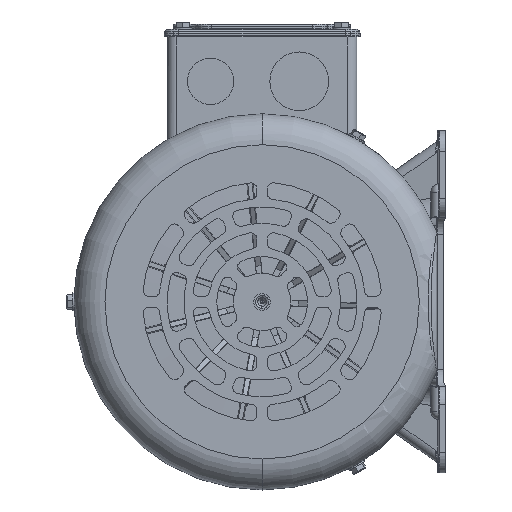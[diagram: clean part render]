
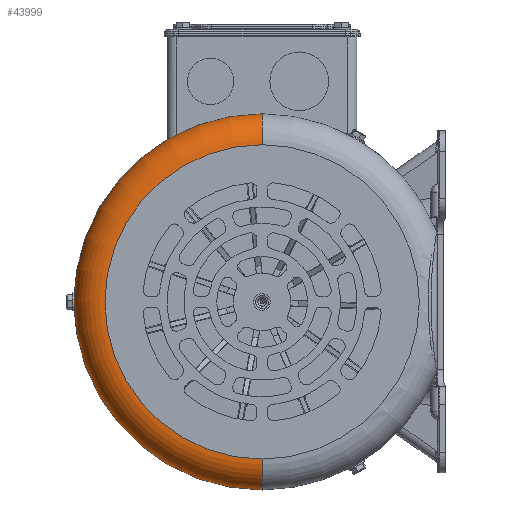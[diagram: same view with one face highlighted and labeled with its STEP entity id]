
A CAD part, left-side view. The second image highlights one B-rep face of the part: STEP entity #43999.
In plain terms, the highlighted toroidal (fillet/blend) face has major radius 76.25 mm and minor radius 15 mm.
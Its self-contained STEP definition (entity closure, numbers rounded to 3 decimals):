
#2152 = EDGE_LOOP ( 'NONE', ( #96940, #16460, #86899, #71239 ) ) ;
#2444 = AXIS2_PLACEMENT_3D ( 'NONE', #63191, #51706, #40307 ) ;
#16063 = VERTEX_POINT ( 'NONE', #65966 ) ;
#16460 = ORIENTED_EDGE ( 'NONE', *, *, #106146, .T. ) ;
#22327 = EDGE_CURVE ( 'NONE', #74920, #16063, #41445, .T. ) ;
#23788 = AXIS2_PLACEMENT_3D ( 'NONE', #50005, #38588, #27096 ) ;
#27096 = DIRECTION ( 'NONE',  ( 1., 0., 0. ) ) ;
#29261 = CIRCLE ( 'NONE', #29645, 76.25 ) ;
#29645 = AXIS2_PLACEMENT_3D ( 'NONE', #109632, #98183, #86706 ) ;
#37186 = FACE_OUTER_BOUND ( 'NONE', #2152, .T. ) ;
#38588 = DIRECTION ( 'NONE',  ( 0., -1., 0. ) ) ;
#40307 = DIRECTION ( 'NONE',  ( 0., 0., 1. ) ) ;
#41445 = CIRCLE ( 'NONE', #23788, 15. ) ;
#43999 = ADVANCED_FACE ( 'NONE', ( #37186 ), #104944, .T. ) ;
#49506 = DIRECTION ( 'NONE',  ( 0., 0., 1. ) ) ;
#50005 = CARTESIAN_POINT ( 'NONE',  ( -118.5, 0., 76.25 ) ) ;
#51593 = AXIS2_PLACEMENT_3D ( 'NONE', #106902, #60959, #49506 ) ;
#51706 = DIRECTION ( 'NONE',  ( 0., 1., 0. ) ) ;
#57883 = CARTESIAN_POINT ( 'NONE',  ( -118.5, 0., -91.25 ) ) ;
#60959 = DIRECTION ( 'NONE',  ( -1., 0., 0. ) ) ;
#63191 = CARTESIAN_POINT ( 'NONE',  ( -118.5, 0., -76.25 ) ) ;
#63264 = DIRECTION ( 'NONE',  ( 0., 0., 1. ) ) ;
#65966 = CARTESIAN_POINT ( 'NONE',  ( -133.5, 0., 76.25 ) ) ;
#68799 = VERTEX_POINT ( 'NONE', #57883 ) ;
#70685 = CIRCLE ( 'NONE', #81160, 91.25 ) ;
#71239 = ORIENTED_EDGE ( 'NONE', *, *, #22327, .F. ) ;
#74736 = DIRECTION ( 'NONE',  ( -1., 0., 0. ) ) ;
#74920 = VERTEX_POINT ( 'NONE', #103871 ) ;
#77451 = CARTESIAN_POINT ( 'NONE',  ( -133.5, 0., -76.25 ) ) ;
#79329 = EDGE_CURVE ( 'NONE', #74920, #68799, #70685, .T. ) ;
#81050 = VERTEX_POINT ( 'NONE', #77451 ) ;
#81160 = AXIS2_PLACEMENT_3D ( 'NONE', #86272, #74736, #63264 ) ;
#86272 = CARTESIAN_POINT ( 'NONE',  ( -118.5, 0., 0. ) ) ;
#86706 = DIRECTION ( 'NONE',  ( 0., 0., 1. ) ) ;
#86899 = ORIENTED_EDGE ( 'NONE', *, *, #91074, .F. ) ;
#91074 = EDGE_CURVE ( 'NONE', #16063, #81050, #29261, .T. ) ;
#96940 = ORIENTED_EDGE ( 'NONE', *, *, #79329, .T. ) ;
#98183 = DIRECTION ( 'NONE',  ( -1., 0., 0. ) ) ;
#103871 = CARTESIAN_POINT ( 'NONE',  ( -118.5, 0., 91.25 ) ) ;
#104944 = TOROIDAL_SURFACE ( 'NONE', #51593, 76.25, 15. ) ;
#106146 = EDGE_CURVE ( 'NONE', #68799, #81050, #108568, .T. ) ;
#106902 = CARTESIAN_POINT ( 'NONE',  ( -118.5, 0., 0. ) ) ;
#108568 = CIRCLE ( 'NONE', #2444, 15. ) ;
#109632 = CARTESIAN_POINT ( 'NONE',  ( -133.5, 0., 0. ) ) ;
